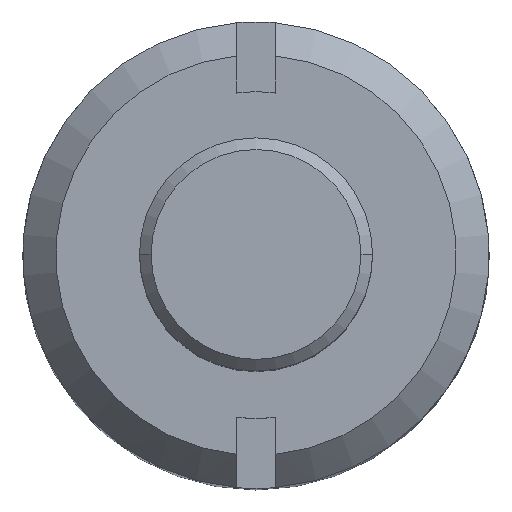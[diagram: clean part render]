
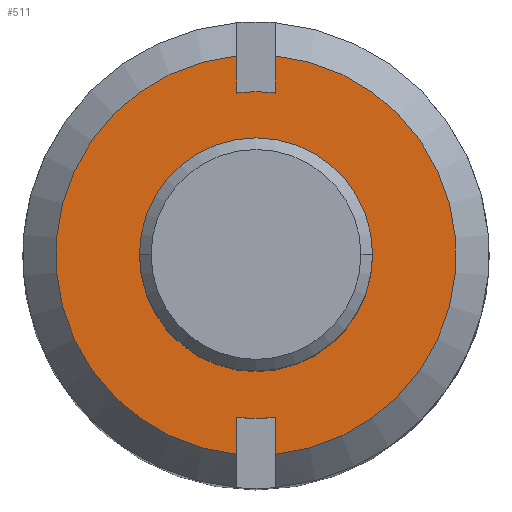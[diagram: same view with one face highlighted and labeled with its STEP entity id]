
A CAD part, top view. The second image highlights one B-rep face of the part: STEP entity #511.
In plain terms, the highlighted planar face has unit normal (0, 0, 1).
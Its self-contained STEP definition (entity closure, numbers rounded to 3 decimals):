
#215=EDGE_CURVE('',#519,#269,#566,.T.);
#225=EDGE_CURVE('',#265,#359,#578,.T.);
#233=EDGE_CURVE('',#335,#299,#586,.T.);
#239=EDGE_CURVE('',#397,#479,#593,.T.);
#265=VERTEX_POINT('',#622);
#269=VERTEX_POINT('',#626);
#295=EDGE_CURVE('',#299,#387,#653,.T.);
#299=VERTEX_POINT('',#658);
#319=EDGE_CURVE('',#269,#335,#680,.T.);
#335=VERTEX_POINT('',#696);
#355=EDGE_CURVE('',#387,#265,#718,.T.);
#359=VERTEX_POINT('',#722);
#387=VERTEX_POINT('',#754);
#397=VERTEX_POINT('',#765);
#399=EDGE_CURVE('',#359,#397,#767,.T.);
#453=EDGE_CURVE('',#479,#517,#826,.T.);
#479=VERTEX_POINT('',#857);
#509=EDGE_CURVE('',#517,#519,#892,.T.);
#511=ADVANCED_FACE('',(#894),#895,.T.);
#517=VERTEX_POINT('',#901);
#519=VERTEX_POINT('',#903);
#566=CIRCLE('',#949,4.2);
#578=CIRCLE('',#962,4.2);
#586=CIRCLE('',#972,5.15);
#593=CIRCLE('',#980,5.15);
#622=CARTESIAN_POINT('',(0.,-4.2,0.));
#626=CARTESIAN_POINT('',(-0.5,4.17,0.));
#653=LINE('',#1071,#1072);
#658=CARTESIAN_POINT('',(-0.5,-5.126,0.));
#680=LINE('',#1110,#1111);
#696=CARTESIAN_POINT('',(-0.5,5.126,0.));
#718=CIRCLE('',#1166,4.2);
#722=CARTESIAN_POINT('',(0.5,-4.17,0.));
#754=CARTESIAN_POINT('',(-0.5,-4.17,0.));
#765=CARTESIAN_POINT('',(0.5,-5.126,0.));
#767=LINE('',#1236,#1237);
#826=LINE('',#1328,#1329);
#857=CARTESIAN_POINT('',(0.5,5.126,0.));
#892=CIRCLE('',#1411,4.2);
#894=FACE_OUTER_BOUND('',#1413,.T.);
#895=PLANE('',#1414);
#901=CARTESIAN_POINT('',(0.5,4.17,0.));
#903=CARTESIAN_POINT('',(0.,4.2,0.));
#949=AXIS2_PLACEMENT_3D('',#1472,#1473,#1474);
#962=AXIS2_PLACEMENT_3D('',#1495,#1496,#1497);
#972=AXIS2_PLACEMENT_3D('',#1505,#1506,#1507);
#980=AXIS2_PLACEMENT_3D('',#1520,#1521,#1522);
#1071=CARTESIAN_POINT('',(-0.5,5.937,0.));
#1072=VECTOR('',#1587,1.0);
#1110=CARTESIAN_POINT('',(-0.5,5.937,0.));
#1111=VECTOR('',#1615,1.0);
#1166=AXIS2_PLACEMENT_3D('',#1637,#1638,#1639);
#1236=CARTESIAN_POINT('',(0.5,-1.263,0.));
#1237=VECTOR('',#1697,1.0);
#1328=CARTESIAN_POINT('',(0.5,-1.263,0.));
#1329=VECTOR('',#1766,1.0);
#1411=AXIS2_PLACEMENT_3D('',#1862,#1863,#1864);
#1413=EDGE_LOOP('',(#1866,#1867,#1868,#1869,#1870,#1871,#1872,#1873,#1874,#1875));
#1414=AXIS2_PLACEMENT_3D('',#1876,#1877,#1878);
#1472=CARTESIAN_POINT('',(0.0,0.,0.));
#1473=DIRECTION('',(0.,0.0,1.0));
#1474=DIRECTION('',(0.0,-1.0,0.0));
#1495=CARTESIAN_POINT('',(0.0,0.,0.));
#1496=DIRECTION('',(0.,0.0,1.0));
#1497=DIRECTION('',(0.0,-1.0,0.0));
#1505=CARTESIAN_POINT('',(0.,0.,0.));
#1506=DIRECTION('',(0.0,-0.0,1.0));
#1507=DIRECTION('',(0.,1.0,0.0));
#1520=CARTESIAN_POINT('',(0.,0.,0.));
#1521=DIRECTION('',(0.0,-0.0,1.0));
#1522=DIRECTION('',(0.,1.0,0.0));
#1587=DIRECTION('',(0.,1.0,0.0));
#1615=DIRECTION('',(0.,1.0,0.0));
#1637=CARTESIAN_POINT('',(0.0,0.,0.));
#1638=DIRECTION('',(0.,0.0,1.0));
#1639=DIRECTION('',(0.0,-1.0,0.0));
#1697=DIRECTION('',(0.,-1.0,0.0));
#1766=DIRECTION('',(0.,-1.0,0.0));
#1862=CARTESIAN_POINT('',(0.0,0.,0.));
#1863=DIRECTION('',(0.,0.0,1.0));
#1864=DIRECTION('',(0.0,-1.0,0.0));
#1866=ORIENTED_EDGE('',*,*,#399,.T.);
#1867=ORIENTED_EDGE('',*,*,#239,.T.);
#1868=ORIENTED_EDGE('',*,*,#453,.T.);
#1869=ORIENTED_EDGE('',*,*,#509,.T.);
#1870=ORIENTED_EDGE('',*,*,#215,.T.);
#1871=ORIENTED_EDGE('',*,*,#319,.T.);
#1872=ORIENTED_EDGE('',*,*,#233,.T.);
#1873=ORIENTED_EDGE('',*,*,#295,.T.);
#1874=ORIENTED_EDGE('',*,*,#355,.T.);
#1875=ORIENTED_EDGE('',*,*,#225,.T.);
#1876=CARTESIAN_POINT('',(0.,4.675,0.));
#1877=DIRECTION('',(0.0,-0.0,1.0));
#1878=DIRECTION('',(0.,1.0,0.0));
